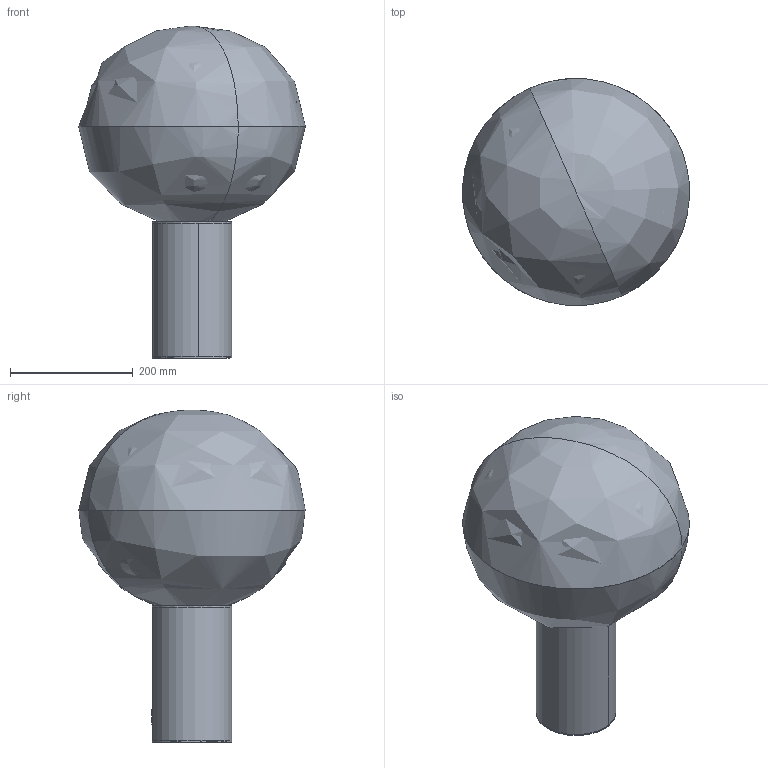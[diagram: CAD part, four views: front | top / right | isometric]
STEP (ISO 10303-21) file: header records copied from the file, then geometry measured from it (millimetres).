
FILE_DESCRIPTION(/* description */ (''),/* implementation_level */ '2;1');
FILE_NAME(/* name */ 'laguna table 370',/* time_stamp */ '2016-04-28T10:52:24+02:00',/* author */ (''),/* organization */ (''),/* preprocessor_version */ 'ST-DEVELOPER v15',/* originating_system */ '',/* authorisation */ '');
FILE_SCHEMA (('AUTOMOTIVE_DESIGN'));
Length unit declared in the file: millimetre
Products named in the file (7): Document; Y201002141_A; Blocco 36; Y302000664_B; Blocco 83; Y303000396_-; Blocco 51
Assembly tree (6 placements, depth 3):
  Document
    Y201002141_A
      Blocco 36
    Y302000664_B
      Blocco 83
    Y303000396_-
      Blocco 51
Bounding box: 369.52 x 369.53 x 541.08 mm (x, y, z)
Surface area: 917000.4 mm2 (no closed solid volume)
Topology: 0 solids, 43 shells, 100 faces, 309 edges, 231 vertices
Faces by surface type: bspline 84, plane 16
Entity records: 6105 total; most frequent: CARTESIAN_POINT 4379, ORIENTED_EDGE 413, EDGE_CURVE 301, VERTEX_POINT 229, B_SPLINE_CURVE_WITH_KNOTS 124, EDGE_LOOP 103, ADVANCED_FACE 98, FACE_OUTER_BOUND 98
